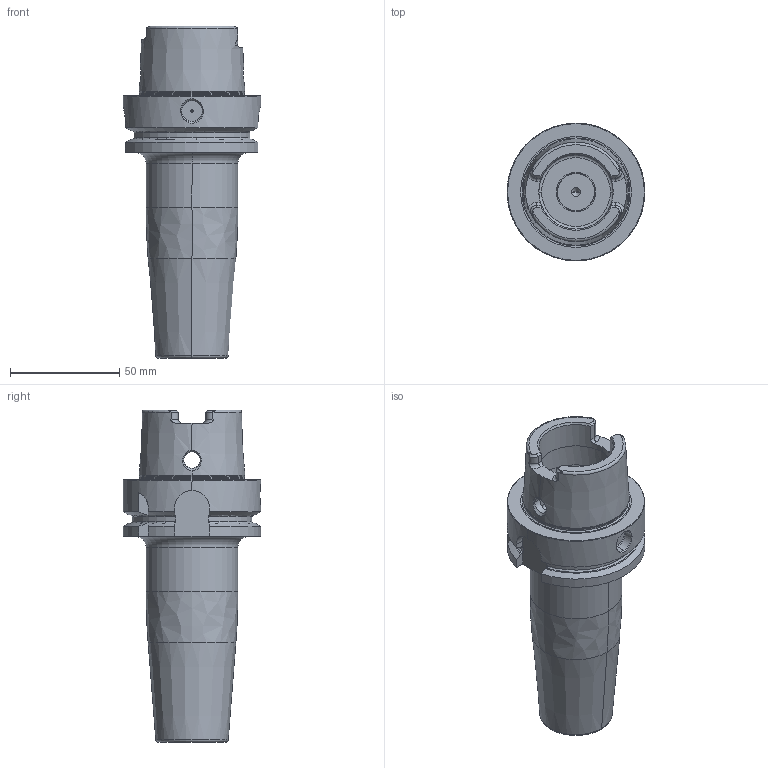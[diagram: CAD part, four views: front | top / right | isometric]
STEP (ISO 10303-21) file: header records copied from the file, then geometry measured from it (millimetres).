
FILE_DESCRIPTION((''),'2;1');
FILE_NAME('607953163-000-00-E43','2023-06-15T08:12:55',('bahnemannr'),(''),'CREO PARAMETRIC BY PTC INC, 2021184','CREO PARAMETRIC BY PTC INC, 2021184','');
FILE_SCHEMA(('AP242_MANAGED_MODEL_BASED_3D_ENGINEERING_MIM_LF { 1 0 10303 442 1 1 4 }'));
Length unit declared in the file: millimetre
Products named in the file (1): 607953163-000-00-E43
Bounding box: 63 x 63 x 151.9 mm (x, y, z)
Volume: 184121.5 mm3; surface area: 36284.2 mm2
Topology: 1 solids, 2 shells, 155 faces, 398 edges, 246 vertices
Faces by surface type: plane 46, cylinder 45, cone 36, torus 26, bspline 2
Entity records: 8031 total; most frequent: CARTESIAN_POINT 2554, ORIENTED_EDGE 784, DIRECTION 774, PRESENTATION_STYLE_ASSIGNMENT 399, STYLED_ITEM 399, CURVE_STYLE 397, EDGE_CURVE 394, AXIS2_PLACEMENT_3D 316
